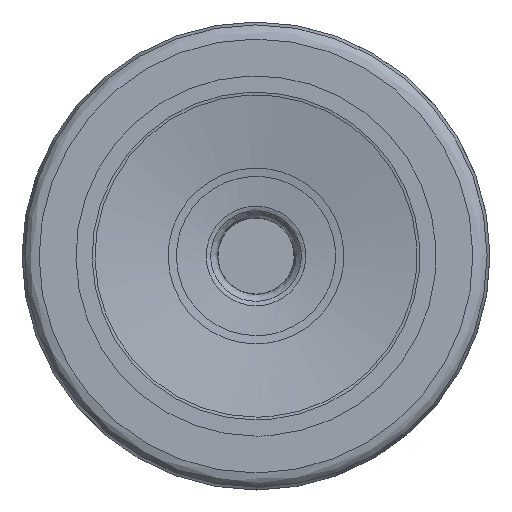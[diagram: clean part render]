
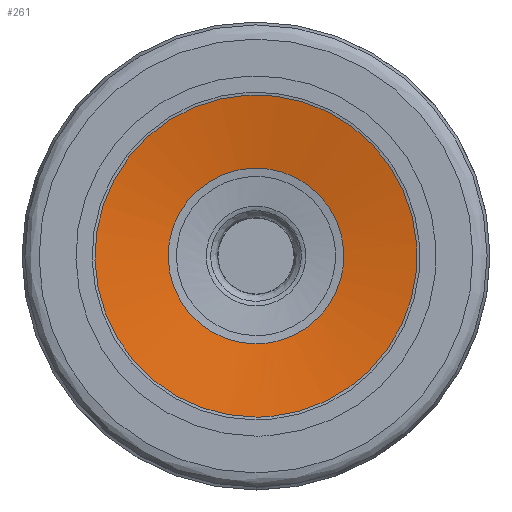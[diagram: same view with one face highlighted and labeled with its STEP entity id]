
A CAD part, left-side view. The second image highlights one B-rep face of the part: STEP entity #261.
In plain terms, the highlighted face is a revolution surface.
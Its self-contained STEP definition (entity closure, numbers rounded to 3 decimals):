
#67=SURFACE_OF_REVOLUTION('',#107,#95);
#95=AXIS1_PLACEMENT('',#1023,#800);
#107=LINE('',#1022,#117);
#117=VECTOR('',#799,1.651);
#261=ADVANCED_FACE('',(#336,#337),#67,.T.);
#336=FACE_BOUND('',#412,.T.);
#337=FACE_BOUND('',#413,.T.);
#412=EDGE_LOOP('',(#488));
#413=EDGE_LOOP('',(#489));
#488=ORIENTED_EDGE('',*,*,#568,.F.);
#489=ORIENTED_EDGE('',*,*,#567,.T.);
#529=VERTEX_POINT('',#1017);
#530=VERTEX_POINT('',#1021);
#567=EDGE_CURVE('',#529,#529,#605,.T.);
#568=EDGE_CURVE('',#530,#530,#606,.T.);
#605=CIRCLE('',#657,1.884);
#606=CIRCLE('',#659,3.455);
#657=AXIS2_PLACEMENT_3D('',#1016,#792,#793);
#659=AXIS2_PLACEMENT_3D('',#1020,#797,#798);
#792=DIRECTION('',(1.,0.,0.));
#793=DIRECTION('',(0.,0.,-1.));
#797=DIRECTION('',(1.,0.,0.));
#798=DIRECTION('',(0.,0.,-1.));
#799=DIRECTION('',(-0.167,-0.977,-0.129));
#800=DIRECTION('',(1.,0.,0.));
#1016=CARTESIAN_POINT('',(0.29,0.,0.));
#1017=CARTESIAN_POINT('',(0.29,0.,-1.884));
#1020=CARTESIAN_POINT('',(0.013,0.,0.));
#1021=CARTESIAN_POINT('',(0.013,0.,-3.455));
#1022=CARTESIAN_POINT('',(0.29,-1.834,0.43));
#1023=CARTESIAN_POINT('',(16.,0.,0.));
